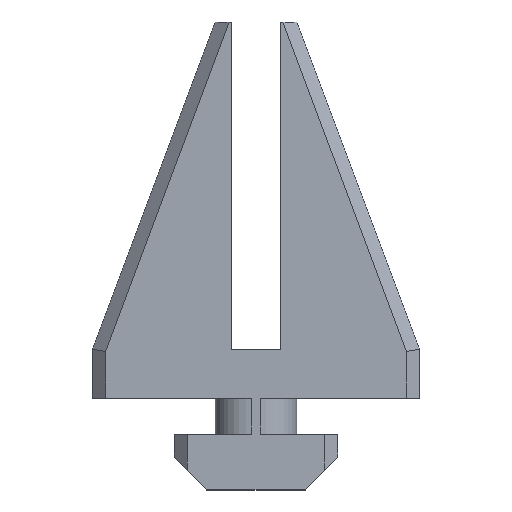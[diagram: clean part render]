
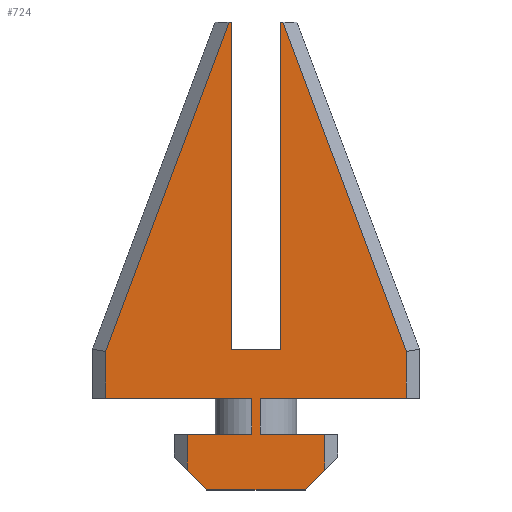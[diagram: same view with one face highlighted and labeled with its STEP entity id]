
A CAD part, top view. The second image highlights one B-rep face of the part: STEP entity #724.
In plain terms, the highlighted planar face has unit normal (0, 0, 1).
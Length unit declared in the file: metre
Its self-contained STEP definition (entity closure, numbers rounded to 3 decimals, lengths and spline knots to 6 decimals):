
#116=ORIENTED_EDGE('',*,*,#308,.T.);
#117=ORIENTED_EDGE('',*,*,#309,.T.);
#118=ORIENTED_EDGE('',*,*,#261,.F.);
#119=ORIENTED_EDGE('',*,*,#310,.T.);
#120=ORIENTED_EDGE('',*,*,#273,.T.);
#121=ORIENTED_EDGE('',*,*,#311,.T.);
#122=ORIENTED_EDGE('',*,*,#312,.T.);
#123=ORIENTED_EDGE('',*,*,#284,.F.);
#124=ORIENTED_EDGE('',*,*,#291,.F.);
#125=ORIENTED_EDGE('',*,*,#294,.F.);
#126=ORIENTED_EDGE('',*,*,#297,.T.);
#127=ORIENTED_EDGE('',*,*,#300,.T.);
#128=ORIENTED_EDGE('',*,*,#313,.T.);
#129=ORIENTED_EDGE('',*,*,#314,.T.);
#130=ORIENTED_EDGE('',*,*,#232,.T.);
#131=ORIENTED_EDGE('',*,*,#315,.T.);
#132=ORIENTED_EDGE('',*,*,#245,.F.);
#133=ORIENTED_EDGE('',*,*,#316,.T.);
#134=ORIENTED_EDGE('',*,*,#317,.T.);
#135=ORIENTED_EDGE('',*,*,#255,.T.);
#232=EDGE_CURVE('',#336,#337,#404,.T.);
#245=EDGE_CURVE('',#348,#349,#415,.T.);
#255=EDGE_CURVE('',#357,#356,#423,.T.);
#261=EDGE_CURVE('',#362,#363,#429,.T.);
#273=EDGE_CURVE('',#373,#372,#439,.T.);
#284=EDGE_CURVE('',#380,#381,#448,.T.);
#291=EDGE_CURVE('',#385,#380,#455,.T.);
#294=EDGE_CURVE('',#387,#385,#458,.T.);
#297=EDGE_CURVE('',#387,#389,#461,.T.);
#300=EDGE_CURVE('',#389,#392,#464,.T.);
#308=EDGE_CURVE('',#356,#396,#472,.F.);
#309=EDGE_CURVE('',#396,#363,#473,.T.);
#310=EDGE_CURVE('',#362,#373,#474,.T.);
#311=EDGE_CURVE('',#372,#397,#475,.T.);
#312=EDGE_CURVE('',#397,#381,#476,.T.);
#313=EDGE_CURVE('',#392,#398,#477,.T.);
#314=EDGE_CURVE('',#398,#336,#478,.T.);
#315=EDGE_CURVE('',#337,#349,#479,.F.);
#316=EDGE_CURVE('',#348,#399,#480,.T.);
#317=EDGE_CURVE('',#399,#357,#481,.T.);
#336=VERTEX_POINT('',#996);
#337=VERTEX_POINT('',#997);
#348=VERTEX_POINT('',#1022);
#349=VERTEX_POINT('',#1024);
#356=VERTEX_POINT('',#1042);
#357=VERTEX_POINT('',#1044);
#362=VERTEX_POINT('',#1057);
#363=VERTEX_POINT('',#1058);
#372=VERTEX_POINT('',#1080);
#373=VERTEX_POINT('',#1082);
#380=VERTEX_POINT('',#1103);
#381=VERTEX_POINT('',#1104);
#385=VERTEX_POINT('',#1115);
#387=VERTEX_POINT('',#1121);
#389=VERTEX_POINT('',#1127);
#392=VERTEX_POINT('',#1134);
#396=VERTEX_POINT('',#1150);
#397=VERTEX_POINT('',#1154);
#398=VERTEX_POINT('',#1157);
#399=VERTEX_POINT('',#1161);
#404=LINE('',#995,#500);
#415=LINE('',#1023,#511);
#423=LINE('',#1043,#519);
#429=LINE('',#1056,#525);
#439=LINE('',#1081,#535);
#448=LINE('',#1102,#544);
#455=LINE('',#1116,#551);
#458=LINE('',#1122,#554);
#461=LINE('',#1128,#557);
#464=LINE('',#1135,#560);
#472=LINE('',#1149,#568);
#473=LINE('',#1151,#569);
#474=LINE('',#1152,#570);
#475=LINE('',#1153,#571);
#476=LINE('',#1155,#572);
#477=LINE('',#1156,#573);
#478=LINE('',#1158,#574);
#479=LINE('',#1159,#575);
#480=LINE('',#1160,#576);
#481=LINE('',#1162,#577);
#500=VECTOR('',#807,1.);
#511=VECTOR('',#826,1.);
#519=VECTOR('',#842,1.);
#525=VECTOR('',#852,1.);
#535=VECTOR('',#870,1.);
#544=VECTOR('',#889,1.);
#551=VECTOR('',#898,1.);
#554=VECTOR('',#903,1.);
#557=VECTOR('',#908,1.);
#560=VECTOR('',#913,1.);
#568=VECTOR('',#927,1.);
#569=VECTOR('',#928,1.);
#570=VECTOR('',#929,1.);
#571=VECTOR('',#930,1.);
#572=VECTOR('',#931,1.);
#573=VECTOR('',#932,1.);
#574=VECTOR('',#933,1.);
#575=VECTOR('',#934,1.);
#576=VECTOR('',#935,1.);
#577=VECTOR('',#936,1.);
#614=EDGE_LOOP('',(#116,#117,#118,#119,#120,#121,#122,#123,#124,#125,#126,
#127,#128,#129,#130,#131,#132,#133,#134,#135));
#652=FACE_BOUND('',#614,.T.);
#690=PLANE('',#783);
#724=ADVANCED_FACE('',(#652),#690,.T.);
#783=AXIS2_PLACEMENT_3D('',#1148,#925,#926);
#807=DIRECTION('',(1.,0.,0.));
#826=DIRECTION('',(1.,0.,0.));
#842=DIRECTION('',(1.,0.,0.));
#852=DIRECTION('',(1.,0.,0.));
#870=DIRECTION('',(1.,0.,0.));
#889=DIRECTION('',(1.,0.,0.));
#898=DIRECTION('',(0.,1.,0.));
#903=DIRECTION('',(1.,0.,0.));
#908=DIRECTION('',(0.,1.,0.));
#913=DIRECTION('',(-1.,0.,0.));
#925=DIRECTION('',(0.,0.,1.));
#926=DIRECTION('',(1.,0.,0.));
#927=DIRECTION('',(-0.707,-0.707,0.));
#928=DIRECTION('',(0.,1.,0.));
#929=DIRECTION('',(0.,1.,0.));
#930=DIRECTION('',(0.,1.,0.));
#931=DIRECTION('',(-0.351,0.936,0.));
#932=DIRECTION('',(-0.351,-0.936,0.));
#933=DIRECTION('',(0.,-1.,0.));
#934=DIRECTION('',(0.,1.,0.));
#935=DIRECTION('',(0.,-1.,0.));
#936=DIRECTION('',(0.707,-0.707,0.));
#995=CARTESIAN_POINT('',(-0.00625,0.0039,0.0055));
#996=CARTESIAN_POINT('',(-0.0092,0.0039,0.0055));
#997=CARTESIAN_POINT('',(-0.00025,0.0039,0.0055));
#1022=CARTESIAN_POINT('',(-0.0042,0.0017,0.0055));
#1023=CARTESIAN_POINT('',(-0.00375,0.0017,0.0055));
#1024=CARTESIAN_POINT('',(-0.00025,0.0017,0.0055));
#1042=CARTESIAN_POINT('',(0.003,-0.0017,0.0055));
#1043=CARTESIAN_POINT('',(0.,-0.0017,0.0055));
#1044=CARTESIAN_POINT('',(-0.003,-0.0017,0.0055));
#1056=CARTESIAN_POINT('',(0.00375,0.0017,0.0055));
#1057=CARTESIAN_POINT('',(0.00025,0.0017,0.0055));
#1058=CARTESIAN_POINT('',(0.0042,0.0017,0.0055));
#1080=CARTESIAN_POINT('',(0.0092,0.0039,0.0055));
#1081=CARTESIAN_POINT('',(0.00625,0.0039,0.0055));
#1082=CARTESIAN_POINT('',(0.00025,0.0039,0.0055));
#1102=CARTESIAN_POINT('',(0.002,0.0269,0.0055));
#1103=CARTESIAN_POINT('',(0.0015,0.0269,0.0055));
#1104=CARTESIAN_POINT('',(0.001646,0.0269,0.0055));
#1115=CARTESIAN_POINT('',(0.0015,0.0069,0.0055));
#1116=CARTESIAN_POINT('',(0.0015,0.0169,0.0055));
#1121=CARTESIAN_POINT('',(-0.0015,0.0069,0.0055));
#1122=CARTESIAN_POINT('',(0.,0.0069,0.0055));
#1127=CARTESIAN_POINT('',(-0.0015,0.0269,0.0055));
#1128=CARTESIAN_POINT('',(-0.0015,0.0169,0.0055));
#1134=CARTESIAN_POINT('',(-0.001646,0.0269,0.0055));
#1135=CARTESIAN_POINT('',(-0.002,0.0269,0.0055));
#1148=CARTESIAN_POINT('',(0.,0.0126,0.0055));
#1149=CARTESIAN_POINT('',(0.00865,0.00395,0.0055));
#1150=CARTESIAN_POINT('',(0.0042,-0.0005,0.0055));
#1151=CARTESIAN_POINT('',(0.0042,0.0017,0.0055));
#1152=CARTESIAN_POINT('',(0.00025,0.0039,0.0055));
#1153=CARTESIAN_POINT('',(0.0092,0.0069,0.0055));
#1154=CARTESIAN_POINT('',(0.0092,0.006755,0.0055));
#1155=CARTESIAN_POINT('',(0.006144,0.014904,0.0055));
#1156=CARTESIAN_POINT('',(-0.009251,0.006619,0.0055));
#1157=CARTESIAN_POINT('',(-0.0092,0.006755,0.0055));
#1158=CARTESIAN_POINT('',(-0.0092,0.0126,0.0055));
#1159=CARTESIAN_POINT('',(-0.00025,0.0126,0.0055));
#1160=CARTESIAN_POINT('',(-0.0042,0.0126,0.0055));
#1161=CARTESIAN_POINT('',(-0.0042,-0.0005,0.0055));
#1162=CARTESIAN_POINT('',(-0.00865,0.00395,0.0055));
